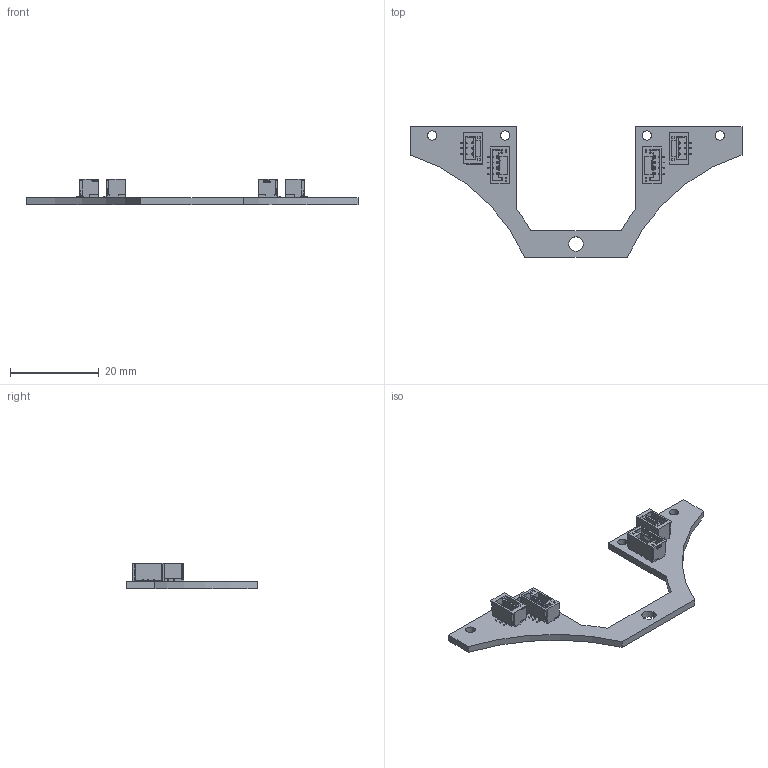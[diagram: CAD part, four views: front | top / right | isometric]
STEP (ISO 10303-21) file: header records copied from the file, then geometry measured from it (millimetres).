
FILE_DESCRIPTION(('Designed by EasyEDA Pro'),'2;1');
FILE_NAME('Open CASCADE Shape Model','2024-03-23T15:22:36',('Author'),( 'Open CASCADE'),'Open CASCADE STEP processor 7.6','Open CASCADE 7.6' ,'Unknown');
FILE_SCHEMA(('AUTOMOTIVE_DESIGN { 1 0 10303 214 1 1 1 1 }'));
Length unit declared in the file: millimetre
Products named in the file (10): PCBModel; Board; U2; CONN-SMD_4P-P1.25_XUNPU_WAFER-GH1.25-4PLB; COMPOUND; U1; CN2; CONN-SMD_3P-P1.25_XUNPU_WAFER-GH1.25-3PLB; CN1
Assembly tree (11 placements, depth 4):
  PCBModel
    Board
    U2
      CONN-SMD_4P-P1.25_XUNPU_WAFER-GH1.25-4PLB
        COMPOUND
    U1
      CONN-SMD_4P-P1.25_XUNPU_WAFER-GH1.25-4PLB
        COMPOUND
    CN2
      CONN-SMD_3P-P1.25_XUNPU_WAFER-GH1.25-3PLB
        COMPOUND
    CN1
      CONN-SMD_3P-P1.25_XUNPU_WAFER-GH1.25-3PLB
        COMPOUND
Bounding box: 74.97 x 29.47 x 5.8 mm (x, y, z)
Volume: 1580.8 mm3; surface area: 3669.4 mm2
Topology: 45 solids, 45 shells, 2146 faces, 5950 edges, 3948 vertices
Faces by surface type: plane 1482, bspline 420, cylinder 244
Entity records: 46378 total; most frequent: CARTESIAN_POINT 9497, ORIENTED_EDGE 6022, DIRECTION 4619, EDGE_CURVE 3011, LINE 2323, VECTOR 2323, VERTEX_POINT 1998, FACE_BOUND 1153
